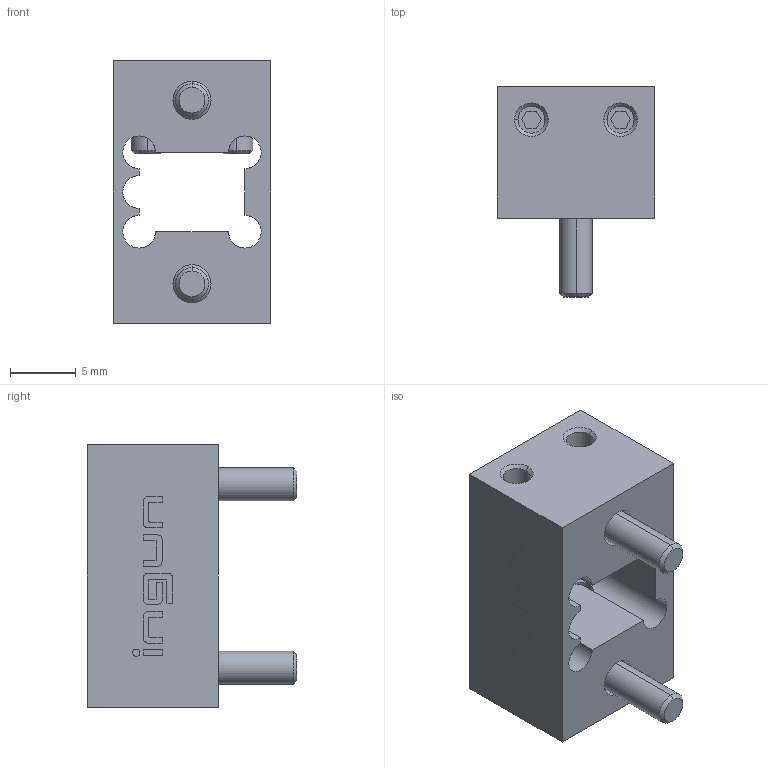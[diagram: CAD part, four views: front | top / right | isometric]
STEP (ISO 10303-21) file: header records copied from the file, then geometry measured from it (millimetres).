
FILE_DESCRIPTION (( 'STEP AP203' ), '1' );
FILE_NAME ('INGUN_KS-802_HMTD-1.STEP', '2022-02-09T05:33:30', ( 'ochi' ), ( '' ), 'SwSTEP 2.0', 'SolidWorks 2018', '' );
FILE_SCHEMA (( 'CONFIG_CONTROL_DESIGN' ));
Length unit declared in the file: millimetre
Products named in the file (1): INGUN_KS-802_HMTD-1
Bounding box: 12 x 16 x 20 mm (x, y, z)
Volume: 1704.1 mm3; surface area: 1957.1 mm2
Topology: 1 solids, 1 shells, 199 faces, 525 edges, 342 vertices
Faces by surface type: cylinder 95, plane 84, cone 20
Entity records: 6428 total; most frequent: CARTESIAN_POINT 1281, DIRECTION 1089, ORIENTED_EDGE 1050, EDGE_CURVE 525, AXIS2_PLACEMENT_3D 390, VERTEX_POINT 342, VECTOR 309, LINE 309
